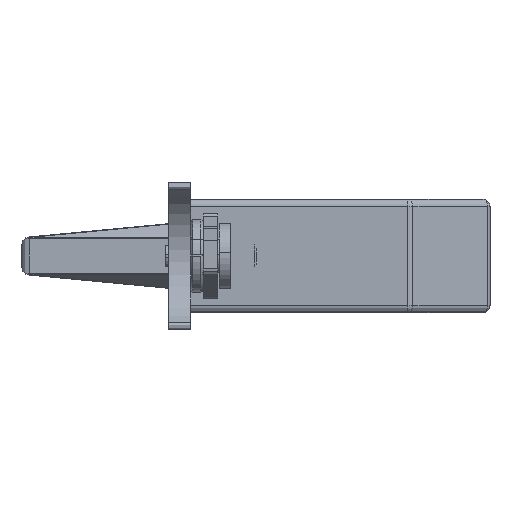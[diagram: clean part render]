
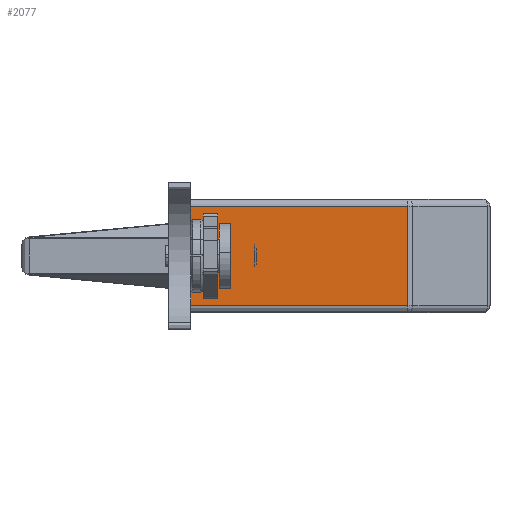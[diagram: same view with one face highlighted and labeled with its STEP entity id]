
A CAD part, left-side view. The second image highlights one B-rep face of the part: STEP entity #2077.
In plain terms, the highlighted face is planar.
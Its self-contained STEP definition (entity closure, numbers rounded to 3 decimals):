
#12 = CARTESIAN_POINT ( 'NONE',  ( -13.5, -33.75, 11.25 ) ) ;
#256 = DIRECTION ( 'NONE',  ( 0., 0., 1. ) ) ;
#682 = EDGE_CURVE ( 'NONE', #2661, #7541, #6958, .T. ) ;
#901 = CARTESIAN_POINT ( 'NONE',  ( 27.3, -33.75, 12.25 ) ) ;
#1036 = LINE ( 'NONE', #8749, #5223 ) ;
#1097 = AXIS2_PLACEMENT_3D ( 'NONE', #901, #9174, #2321 ) ;
#1279 = VECTOR ( 'NONE', #256, 1000. ) ;
#1453 = VECTOR ( 'NONE', #7813, 1000. ) ;
#1698 = CARTESIAN_POINT ( 'NONE',  ( 27.3, -33.75, -2.25 ) ) ;
#1731 = CARTESIAN_POINT ( 'NONE',  ( 16.086, -33.75, -2.25 ) ) ;
#2077 = ADVANCED_FACE ( 'NONE', ( #3178 ), #6122, .F. ) ;
#2137 = EDGE_CURVE ( 'NONE', #7541, #6922, #4034, .T. ) ;
#2145 = ORIENTED_EDGE ( 'NONE', *, *, #4639, .T. ) ;
#2321 = DIRECTION ( 'NONE',  ( -1., 0., 0. ) ) ;
#2661 = VERTEX_POINT ( 'NONE', #9269 ) ;
#3046 = ORIENTED_EDGE ( 'NONE', *, *, #8187, .T. ) ;
#3178 = FACE_OUTER_BOUND ( 'NONE', #6343, .T. ) ;
#4034 = LINE ( 'NONE', #7134, #1279 ) ;
#4116 = DIRECTION ( 'NONE',  ( 0., 0., -1. ) ) ;
#4639 = EDGE_CURVE ( 'NONE', #6922, #6319, #7322, .T. ) ;
#4967 = CARTESIAN_POINT ( 'NONE',  ( 16.086, -33.75, 11.25 ) ) ;
#5223 = VECTOR ( 'NONE', #4116, 1000. ) ;
#5634 = ORIENTED_EDGE ( 'NONE', *, *, #682, .T. ) ;
#6122 = PLANE ( 'NONE',  #1097 ) ;
#6319 = VERTEX_POINT ( 'NONE', #12 ) ;
#6343 = EDGE_LOOP ( 'NONE', ( #8415, #2145, #3046, #5634 ) ) ;
#6922 = VERTEX_POINT ( 'NONE', #4967 ) ;
#6958 = LINE ( 'NONE', #1698, #1453 ) ;
#7083 = VECTOR ( 'NONE', #8702, 1000. ) ;
#7134 = CARTESIAN_POINT ( 'NONE',  ( 16.086, -33.75, 12.25 ) ) ;
#7322 = LINE ( 'NONE', #9400, #7083 ) ;
#7541 = VERTEX_POINT ( 'NONE', #1731 ) ;
#7813 = DIRECTION ( 'NONE',  ( 1., 0., 0. ) ) ;
#8187 = EDGE_CURVE ( 'NONE', #6319, #2661, #1036, .T. ) ;
#8415 = ORIENTED_EDGE ( 'NONE', *, *, #2137, .T. ) ;
#8702 = DIRECTION ( 'NONE',  ( -1., 0., 0. ) ) ;
#8749 = CARTESIAN_POINT ( 'NONE',  ( -13.5, -33.75, 12.25 ) ) ;
#9174 = DIRECTION ( 'NONE',  ( 0., 1., 0. ) ) ;
#9269 = CARTESIAN_POINT ( 'NONE',  ( -13.5, -33.75, -2.25 ) ) ;
#9400 = CARTESIAN_POINT ( 'NONE',  ( 27.3, -33.75, 11.25 ) ) ;
